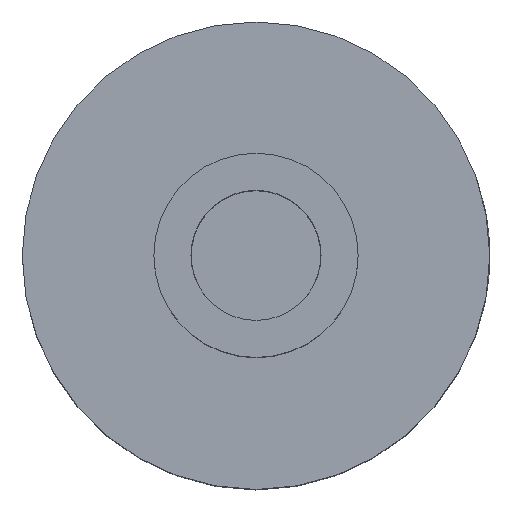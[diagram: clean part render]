
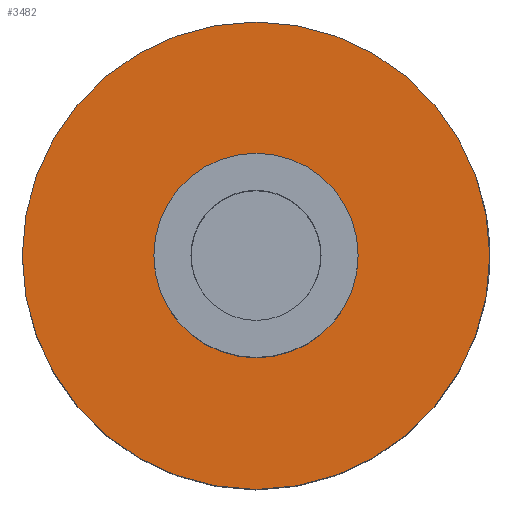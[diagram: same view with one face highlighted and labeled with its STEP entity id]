
A CAD part, top view. The second image highlights one B-rep face of the part: STEP entity #3482.
In plain terms, the highlighted planar face has unit normal (0, 0, 1).
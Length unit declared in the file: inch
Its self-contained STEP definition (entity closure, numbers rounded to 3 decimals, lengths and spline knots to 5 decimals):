
#100 = DIRECTION ( 'NONE',  ( 0., 0., 1. ) ) ;
#342 = CARTESIAN_POINT ( 'NONE',  ( -1.1261, 0., 1.5 ) ) ;
#413 = EDGE_CURVE ( 'NONE', #3346, #1971, #658, .T. ) ;
#489 = CARTESIAN_POINT ( 'NONE',  ( 0.49213, 0., 1.5 ) ) ;
#574 = DIRECTION ( 'NONE',  ( 0., 0., 1. ) ) ;
#588 = CARTESIAN_POINT ( 'NONE',  ( 0., 0., 1.5 ) ) ;
#601 = DIRECTION ( 'NONE',  ( 1., 0., 0. ) ) ;
#658 = CIRCLE ( 'NONE', #1324, 0.49213 ) ;
#706 = CIRCLE ( 'NONE', #1396, 1.1261 ) ;
#796 = DIRECTION ( 'NONE',  ( 1., 0., 0. ) ) ;
#828 = DIRECTION ( 'NONE',  ( 1., 0., 0. ) ) ;
#961 = FACE_BOUND ( 'NONE', #2119, .T. ) ;
#988 = DIRECTION ( 'NONE',  ( 1., 0., 0. ) ) ;
#996 = DIRECTION ( 'NONE',  ( 0., 0., 1. ) ) ;
#1241 = CIRCLE ( 'NONE', #1878, 0.49213 ) ;
#1324 = AXIS2_PLACEMENT_3D ( 'NONE', #3495, #100, #2598 ) ;
#1396 = AXIS2_PLACEMENT_3D ( 'NONE', #1459, #574, #796 ) ;
#1459 = CARTESIAN_POINT ( 'NONE',  ( 0., 0., 1.5 ) ) ;
#1564 = EDGE_CURVE ( 'NONE', #2231, #1950, #706, .T. ) ;
#1706 = CIRCLE ( 'NONE', #2996, 1.1261 ) ;
#1709 = FACE_OUTER_BOUND ( 'NONE', #2863, .T. ) ;
#1856 = ORIENTED_EDGE ( 'NONE', *, *, #2259, .F. ) ;
#1878 = AXIS2_PLACEMENT_3D ( 'NONE', #1882, #2112, #988 ) ;
#1882 = CARTESIAN_POINT ( 'NONE',  ( 0., 0., 1.5 ) ) ;
#1950 = VERTEX_POINT ( 'NONE', #2333 ) ;
#1971 = VERTEX_POINT ( 'NONE', #489 ) ;
#2112 = DIRECTION ( 'NONE',  ( 0., 0., 1. ) ) ;
#2119 = EDGE_LOOP ( 'NONE', ( #1856, #3297 ) ) ;
#2231 = VERTEX_POINT ( 'NONE', #342 ) ;
#2259 = EDGE_CURVE ( 'NONE', #1971, #3346, #1241, .T. ) ;
#2333 = CARTESIAN_POINT ( 'NONE',  ( 1.1261, 0., 1.5 ) ) ;
#2342 = EDGE_CURVE ( 'NONE', #1950, #2231, #1706, .T. ) ;
#2549 = ORIENTED_EDGE ( 'NONE', *, *, #1564, .T. ) ;
#2587 = PLANE ( 'NONE',  #3556 ) ;
#2596 = ORIENTED_EDGE ( 'NONE', *, *, #2342, .T. ) ;
#2598 = DIRECTION ( 'NONE',  ( 1., 0., 0. ) ) ;
#2633 = CARTESIAN_POINT ( 'NONE',  ( 0.49213, 0., 1.5 ) ) ;
#2635 = DIRECTION ( 'NONE',  ( 0., 0., 1. ) ) ;
#2863 = EDGE_LOOP ( 'NONE', ( #2596, #2549 ) ) ;
#2996 = AXIS2_PLACEMENT_3D ( 'NONE', #588, #2635, #828 ) ;
#3297 = ORIENTED_EDGE ( 'NONE', *, *, #413, .F. ) ;
#3346 = VERTEX_POINT ( 'NONE', #3532 ) ;
#3482 = ADVANCED_FACE ( 'NONE', ( #1709, #961 ), #2587, .T. ) ;
#3495 = CARTESIAN_POINT ( 'NONE',  ( 0., 0., 1.5 ) ) ;
#3532 = CARTESIAN_POINT ( 'NONE',  ( -0.49213, 0., 1.5 ) ) ;
#3556 = AXIS2_PLACEMENT_3D ( 'NONE', #2633, #996, #601 ) ;
